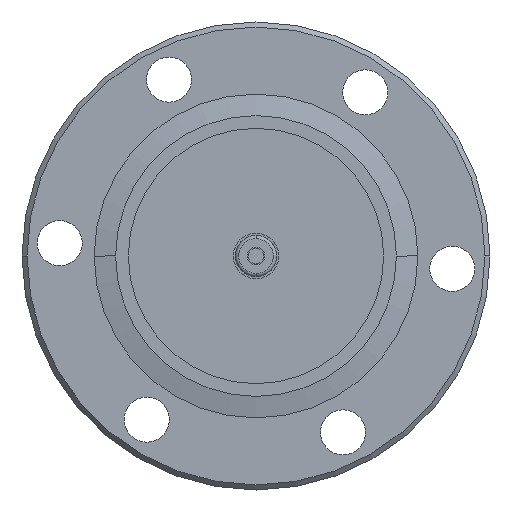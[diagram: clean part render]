
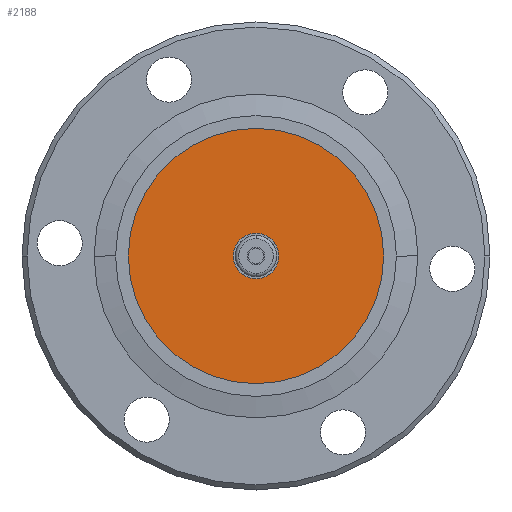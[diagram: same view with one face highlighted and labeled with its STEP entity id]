
A CAD part, front view. The second image highlights one B-rep face of the part: STEP entity #2188.
In plain terms, the highlighted planar face has unit normal (0, -1, 0).
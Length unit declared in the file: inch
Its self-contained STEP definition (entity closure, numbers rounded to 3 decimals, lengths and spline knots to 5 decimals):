
#82 = CARTESIAN_POINT ( 'NONE',  ( 0., -0.12676, 0. ) ) ;
#86 = CARTESIAN_POINT ( 'NONE',  ( 0., -0.12676, 0. ) ) ;
#91 = DIRECTION ( 'NONE',  ( 0., -1., 0. ) ) ;
#99 = DIRECTION ( 'NONE',  ( 1., 0., 0. ) ) ;
#102 = DIRECTION ( 'NONE',  ( 1., 0., 0. ) ) ;
#133 = CARTESIAN_POINT ( 'NONE',  ( 0., -0.12676, 0. ) ) ;
#158 = DIRECTION ( 'NONE',  ( 0., 1., 0. ) ) ;
#161 = FACE_OUTER_BOUND ( 'NONE', #1223, .T. ) ;
#200 = EDGE_CURVE ( 'NONE', #326, #1280, #1523, .T. ) ;
#251 = CARTESIAN_POINT ( 'NONE',  ( -0.1335, -0.12676, 0. ) ) ;
#322 = EDGE_CURVE ( 'NONE', #1280, #326, #507, .T. ) ;
#326 = VERTEX_POINT ( 'NONE', #510 ) ;
#489 = VERTEX_POINT ( 'NONE', #251 ) ;
#507 = CIRCLE ( 'NONE', #2129, 0.75 ) ;
#510 = CARTESIAN_POINT ( 'NONE',  ( 0.75, -0.12676, 0. ) ) ;
#521 = ORIENTED_EDGE ( 'NONE', *, *, #322, .T. ) ;
#575 = AXIS2_PLACEMENT_3D ( 'NONE', #82, #91, #102 ) ;
#749 = EDGE_CURVE ( 'NONE', #489, #1555, #1232, .T. ) ;
#791 = AXIS2_PLACEMENT_3D ( 'NONE', #1564, #1930, #1935 ) ;
#883 = AXIS2_PLACEMENT_3D ( 'NONE', #896, #2221, #1103 ) ;
#896 = CARTESIAN_POINT ( 'NONE',  ( 0., -0.12676, 0. ) ) ;
#1020 = CARTESIAN_POINT ( 'NONE',  ( 0.1335, -0.12676, 0. ) ) ;
#1101 = ORIENTED_EDGE ( 'NONE', *, *, #749, .T. ) ;
#1103 = DIRECTION ( 'NONE',  ( 1., 0., 0. ) ) ;
#1135 = EDGE_LOOP ( 'NONE', ( #2340, #1101 ) ) ;
#1223 = EDGE_LOOP ( 'NONE', ( #2493, #521 ) ) ;
#1232 = CIRCLE ( 'NONE', #2050, 0.1335 ) ;
#1280 = VERTEX_POINT ( 'NONE', #2461 ) ;
#1311 = FACE_BOUND ( 'NONE', #1135, .T. ) ;
#1523 = CIRCLE ( 'NONE', #575, 0.75 ) ;
#1555 = VERTEX_POINT ( 'NONE', #1020 ) ;
#1564 = CARTESIAN_POINT ( 'NONE',  ( -0.04878, -0.12676, -0.74841 ) ) ;
#1754 = PLANE ( 'NONE',  #791 ) ;
#1930 = DIRECTION ( 'NONE',  ( 0., -1., 0. ) ) ;
#1935 = DIRECTION ( 'NONE',  ( 1., 0., 0. ) ) ;
#2036 = DIRECTION ( 'NONE',  ( 1., 0., 0. ) ) ;
#2050 = AXIS2_PLACEMENT_3D ( 'NONE', #133, #158, #99 ) ;
#2129 = AXIS2_PLACEMENT_3D ( 'NONE', #86, #2195, #2036 ) ;
#2188 = ADVANCED_FACE ( 'NONE', ( #1311, #161 ), #1754, .T. ) ;
#2195 = DIRECTION ( 'NONE',  ( 0., -1., 0. ) ) ;
#2197 = CIRCLE ( 'NONE', #883, 0.1335 ) ;
#2221 = DIRECTION ( 'NONE',  ( 0., 1., 0. ) ) ;
#2340 = ORIENTED_EDGE ( 'NONE', *, *, #2471, .T. ) ;
#2461 = CARTESIAN_POINT ( 'NONE',  ( -0.75, -0.12676, 0. ) ) ;
#2471 = EDGE_CURVE ( 'NONE', #1555, #489, #2197, .T. ) ;
#2493 = ORIENTED_EDGE ( 'NONE', *, *, #200, .T. ) ;
